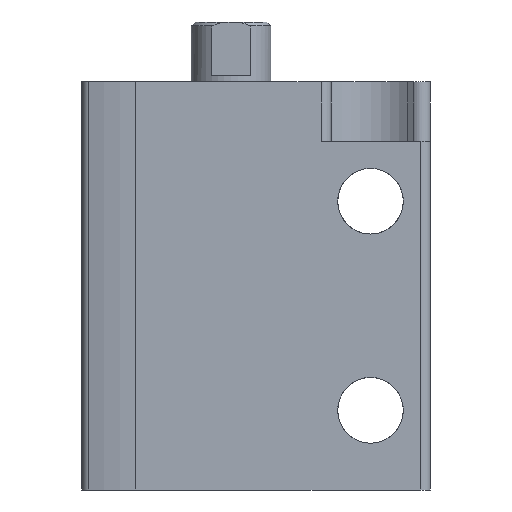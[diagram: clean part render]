
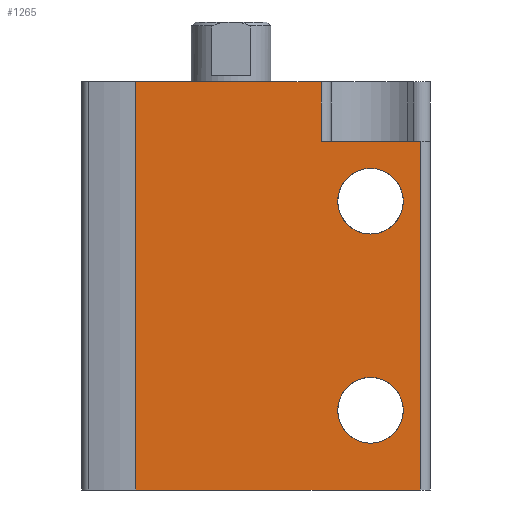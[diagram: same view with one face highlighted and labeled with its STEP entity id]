
A CAD part, left-side view. The second image highlights one B-rep face of the part: STEP entity #1265.
In plain terms, the highlighted planar face has unit normal (-1, 0, 0).
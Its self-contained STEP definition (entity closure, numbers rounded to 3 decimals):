
#49=PLANE('',#1416);
#79=LINE('',#2023,#151);
#96=LINE('',#2090,#168);
#100=LINE('',#2111,#172);
#101=LINE('',#2113,#173);
#102=LINE('',#2115,#174);
#103=LINE('',#2116,#175);
#151=VECTOR('',#1603,1000.);
#168=VECTOR('',#1658,1000.);
#172=VECTOR('',#1678,1000.);
#173=VECTOR('',#1679,1000.);
#174=VECTOR('',#1680,1000.);
#175=VECTOR('',#1681,1000.);
#305=ORIENTED_EDGE('',*,*,#644,.T.);
#306=ORIENTED_EDGE('',*,*,#645,.T.);
#307=ORIENTED_EDGE('',*,*,#646,.T.);
#308=ORIENTED_EDGE('',*,*,#635,.F.);
#309=ORIENTED_EDGE('',*,*,#647,.F.);
#310=ORIENTED_EDGE('',*,*,#648,.T.);
#311=ORIENTED_EDGE('',*,*,#602,.T.);
#312=ORIENTED_EDGE('',*,*,#649,.T.);
#602=EDGE_CURVE('',#766,#765,#79,.T.);
#635=EDGE_CURVE('',#796,#797,#96,.T.);
#644=EDGE_CURVE('',#804,#804,#901,.T.);
#645=EDGE_CURVE('',#805,#805,#902,.T.);
#646=EDGE_CURVE('',#806,#797,#100,.T.);
#647=EDGE_CURVE('',#807,#796,#101,.T.);
#648=EDGE_CURVE('',#807,#766,#102,.T.);
#649=EDGE_CURVE('',#765,#806,#103,.T.);
#765=VERTEX_POINT('',#2022);
#766=VERTEX_POINT('',#2024);
#796=VERTEX_POINT('',#2089);
#797=VERTEX_POINT('',#2091);
#804=VERTEX_POINT('',#2108);
#805=VERTEX_POINT('',#2110);
#806=VERTEX_POINT('',#2112);
#807=VERTEX_POINT('',#2114);
#901=CIRCLE('',#1417,1.65);
#902=CIRCLE('',#1418,1.65);
#971=EDGE_LOOP('',(#305));
#972=EDGE_LOOP('',(#306));
#973=EDGE_LOOP('',(#307,#308,#309,#310,#311,#312));
#1101=FACE_BOUND('',#971,.T.);
#1102=FACE_BOUND('',#972,.T.);
#1103=FACE_BOUND('',#973,.T.);
#1265=ADVANCED_FACE('',(#1101,#1102,#1103),#49,.T.);
#1416=AXIS2_PLACEMENT_3D('',#2106,#1672,#1673);
#1417=AXIS2_PLACEMENT_3D('',#2107,#1674,#1675);
#1418=AXIS2_PLACEMENT_3D('',#2109,#1676,#1677);
#1603=DIRECTION('',(0.,0.,1.));
#1658=DIRECTION('',(0.,-1.,0.));
#1672=DIRECTION('',(-1.,0.,0.));
#1673=DIRECTION('',(0.,0.,1.));
#1674=DIRECTION('',(1.,0.,0.));
#1675=DIRECTION('',(0.,0.,-1.));
#1676=DIRECTION('',(1.,0.,0.));
#1677=DIRECTION('',(0.,0.,-1.));
#1678=DIRECTION('',(0.,0.,1.));
#1679=DIRECTION('',(0.,0.,1.));
#1680=DIRECTION('',(0.,-1.,0.));
#1681=DIRECTION('',(0.,1.,0.));
#2022=CARTESIAN_POINT('',(-6.5,-9.5,-3.));
#2023=CARTESIAN_POINT('',(-6.5,-9.5,-20.5));
#2024=CARTESIAN_POINT('',(-6.5,-9.5,-20.5));
#2089=CARTESIAN_POINT('',(-6.5,4.8,0.));
#2090=CARTESIAN_POINT('',(-6.5,4.8,0.));
#2091=CARTESIAN_POINT('',(-6.5,-4.517,0.));
#2106=CARTESIAN_POINT('',(-6.5,4.8,-20.5));
#2107=CARTESIAN_POINT('',(-6.5,-7.,-16.5));
#2108=CARTESIAN_POINT('',(-6.5,-7.,-18.15));
#2109=CARTESIAN_POINT('',(-6.5,-7.,-6.));
#2110=CARTESIAN_POINT('',(-6.5,-7.,-7.65));
#2111=CARTESIAN_POINT('',(-6.5,-4.517,-3.));
#2112=CARTESIAN_POINT('',(-6.5,-4.517,-3.));
#2113=CARTESIAN_POINT('',(-6.5,4.8,-20.5));
#2114=CARTESIAN_POINT('',(-6.5,4.8,-20.5));
#2115=CARTESIAN_POINT('',(-6.5,4.8,-20.5));
#2116=CARTESIAN_POINT('',(-6.5,4.8,-3.));
